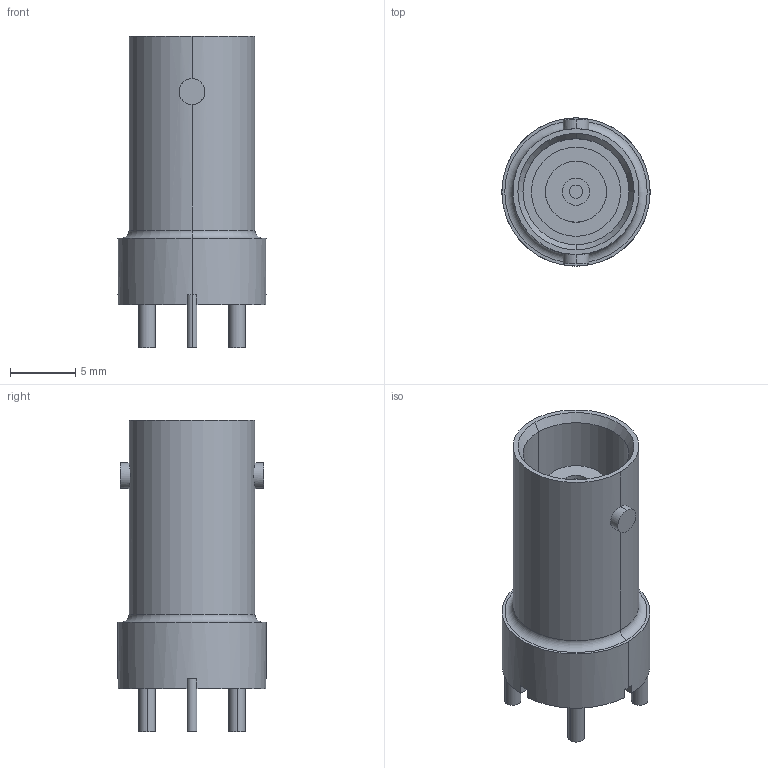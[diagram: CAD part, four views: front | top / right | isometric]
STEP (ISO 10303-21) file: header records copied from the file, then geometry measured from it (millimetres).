
FILE_DESCRIPTION(('STEP AP242'),'1');
FILE_NAME('413969-2.stp','2023-04-24T06:39:01',('TraceParts'),('TraceParts S.A.'),'Spatial InterOp 3D',' ',' ');
FILE_SCHEMA(('AP242_MANAGED_MODEL_BASED_3D_ENGINEERING_MIM_LF {1 0 10303 442 1 1 4}'));
Length unit declared in the file: millimetre
Products named in the file (1): 413969-2
Bounding box: 11.35 x 11.35 x 23.88 mm (x, y, z)
Volume: 1280.8 mm3; surface area: 1239.2 mm2
Topology: 1 solids, 1 shells, 65 faces, 148 edges, 96 vertices
Faces by surface type: plane 31, cylinder 30, torus 2, cone 2
Entity records: 1931 total; most frequent: CARTESIAN_POINT 378, DIRECTION 354, ORIENTED_EDGE 296, EDGE_CURVE 148, AXIS2_PLACEMENT_3D 144, VERTEX_POINT 96, CIRCLE 78, EDGE_LOOP 76
